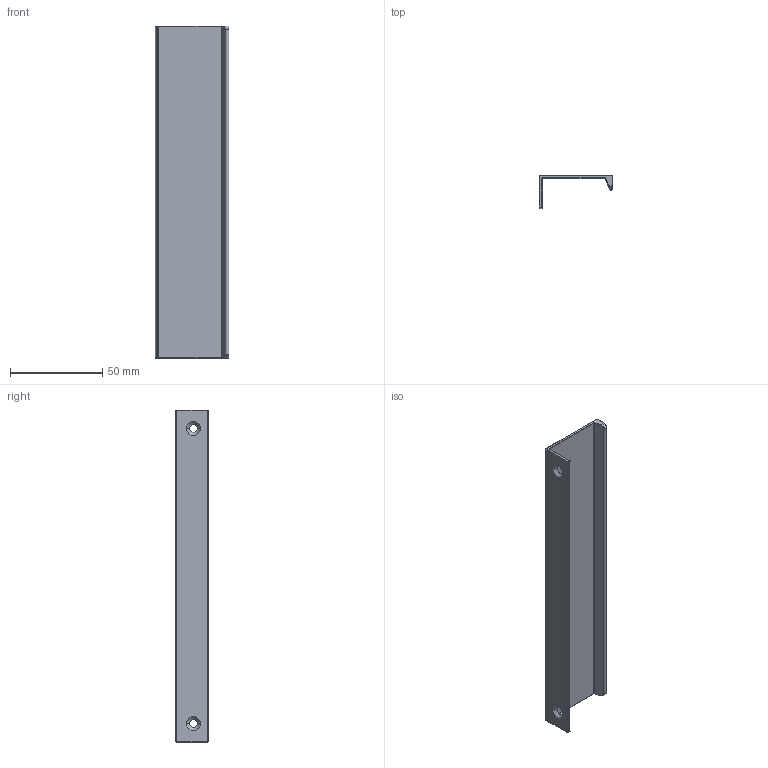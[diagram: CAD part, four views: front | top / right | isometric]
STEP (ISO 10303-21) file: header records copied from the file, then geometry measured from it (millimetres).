
FILE_DESCRIPTION(('Creo Elements/Direct Modeling STEP Export'),'2;1');
FILE_NAME('2627-180.stp','2023-10-03T11:07:24',(''),(''),'Creo Elements/Direct Modeling STEP processor for AP214 (Solid Model)','Creo Elements/Direct Modeling 20.0 12-Nov-2016 (C) Parametric Technology GmbH','');
FILE_SCHEMA(('AUTOMOTIVE_DESIGN { 1 0 10303 214 1 1 1 1 }'));
Length unit declared in the file: millimetre
Products named in the file (1): AL-12166
Bounding box: 40 x 17.6 x 180 mm (x, y, z)
Volume: 18717.4 mm3; surface area: 22515.3 mm2
Topology: 1 solids, 1 shells, 68 faces, 162 edges, 94 vertices
Faces by surface type: cylinder 27, bspline 14, plane 11, torus 10, cone 4, sphere 2
Entity records: 3374 total; most frequent: CARTESIAN_POINT 1929, ORIENTED_EDGE 320, DIRECTION 268, EDGE_CURVE 160, AXIS2_PLACEMENT_3D 105, VERTEX_POINT 94, EDGE_LOOP 72, FACE_OUTER_BOUND 68
